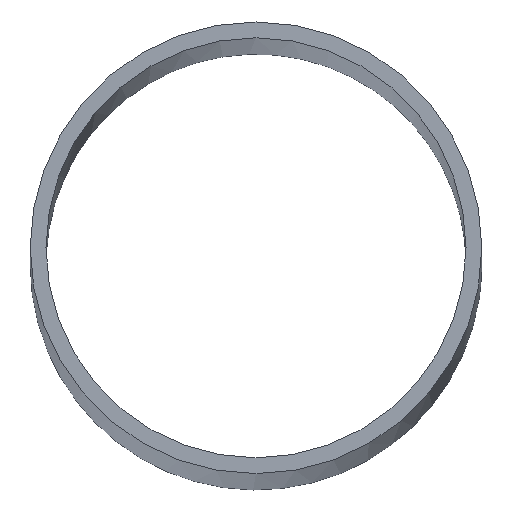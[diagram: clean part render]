
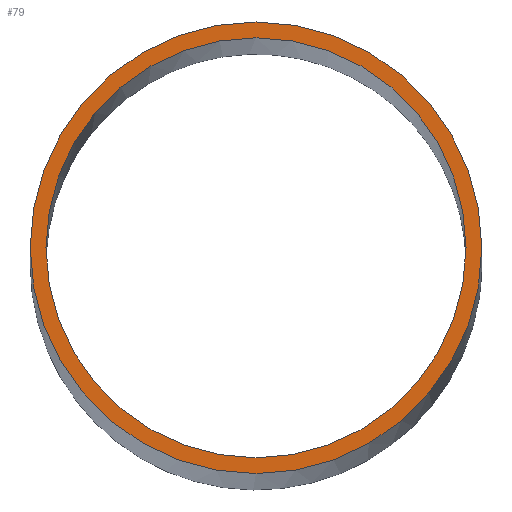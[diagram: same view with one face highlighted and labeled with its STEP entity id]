
A CAD part, top view. The second image highlights one B-rep face of the part: STEP entity #79.
In plain terms, the highlighted planar face has unit normal (0, 0, 1).
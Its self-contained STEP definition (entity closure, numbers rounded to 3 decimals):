
#15=PLANE('',#106);
#16=CIRCLE('',#102,13.288);
#17=CIRCLE('',#104,14.288);
#18=CIRCLE('',#105,14.288);
#24=FACE_BOUND('',#34,.T.);
#28=FACE_OUTER_BOUND('',#33,.T.);
#33=EDGE_LOOP('',(#70,#71));
#34=EDGE_LOOP('',(#72));
#43=VERTEX_POINT('',#236);
#44=VERTEX_POINT('',#240);
#45=VERTEX_POINT('',#242);
#51=EDGE_CURVE('',#43,#43,#16,.T.);
#53=EDGE_CURVE('',#45,#44,#17,.T.);
#54=EDGE_CURVE('',#44,#45,#18,.T.);
#70=ORIENTED_EDGE('',*,*,#53,.T.);
#71=ORIENTED_EDGE('',*,*,#54,.T.);
#72=ORIENTED_EDGE('',*,*,#51,.T.);
#79=ADVANCED_FACE('',(#28,#24),#15,.T.);
#102=AXIS2_PLACEMENT_3D('',#238,#114,#115);
#104=AXIS2_PLACEMENT_3D('',#243,#119,#120);
#105=AXIS2_PLACEMENT_3D('',#244,#121,#122);
#106=AXIS2_PLACEMENT_3D('',#245,#123,#124);
#114=DIRECTION('center_axis',(0.,0.,-1.));
#115=DIRECTION('ref_axis',(-1.,0.,0.));
#119=DIRECTION('center_axis',(0.,0.,1.));
#120=DIRECTION('ref_axis',(1.,0.,0.));
#121=DIRECTION('center_axis',(0.,0.,1.));
#122=DIRECTION('ref_axis',(1.,0.,0.));
#123=DIRECTION('center_axis',(0.,0.,1.));
#124=DIRECTION('ref_axis',(1.,0.,0.));
#236=CARTESIAN_POINT('',(13.288,0.,0.));
#238=CARTESIAN_POINT('Origin',(0.,0.,0.));
#240=CARTESIAN_POINT('',(-14.288,0.,0.));
#242=CARTESIAN_POINT('',(14.288,0.,0.));
#243=CARTESIAN_POINT('Origin',(0.,0.,0.));
#244=CARTESIAN_POINT('Origin',(0.,0.,0.));
#245=CARTESIAN_POINT('Origin',(0.,0.,0.));
